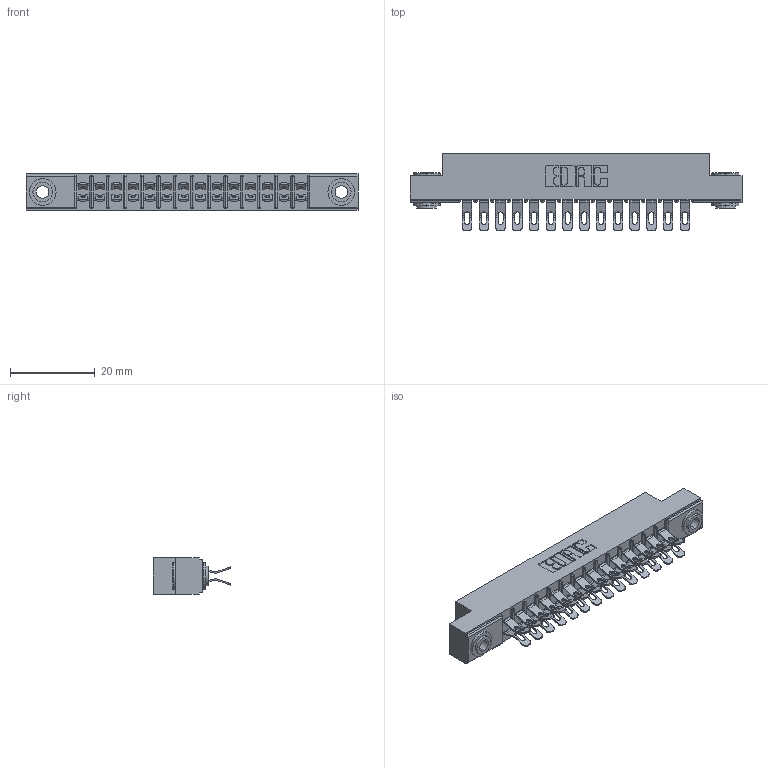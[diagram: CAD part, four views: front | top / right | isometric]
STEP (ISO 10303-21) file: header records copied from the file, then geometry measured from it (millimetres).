
FILE_DESCRIPTION (( 'STEP AP203' ), '1' );
FILE_NAME ('305-028-555-503.STEP', '2019-09-09T15:48:32', ( '' ), ( '' ), 'SwSTEP 2.0', 'SolidWorks 2016', '' );
FILE_SCHEMA (( 'CONFIG_CONTROL_DESIGN' ));
Length unit declared in the file: inch
Products named in the file (4): 345-250-002_345-250-002-102; 305-028-555-503; 305-290-001_555; 305 Part_.156 Dia
Assembly tree (31 placements, depth 2):
  305-028-555-503
    305 Part_.156 Dia
    305-290-001_555  x28
    345-250-002_345-250-002-102  x2
Bounding box: 78.49 x 18.41 x 8.71 mm (x, y, z)
Volume: 4818.8 mm3; surface area: 9800.9 mm2
Topology: 31 solids, 31 shells, 2016 faces, 5958 edges, 3892 vertices
Faces by surface type: plane 988, cylinder 964, sphere 56, cone 8
Entity records: 20256 total; most frequent: CARTESIAN_POINT 3351, ORIENTED_EDGE 3304, DIRECTION 3274, EDGE_CURVE 1652, LINE 1276, VECTOR 1276, VERTEX_POINT 1060, AXIS2_PLACEMENT_3D 999
